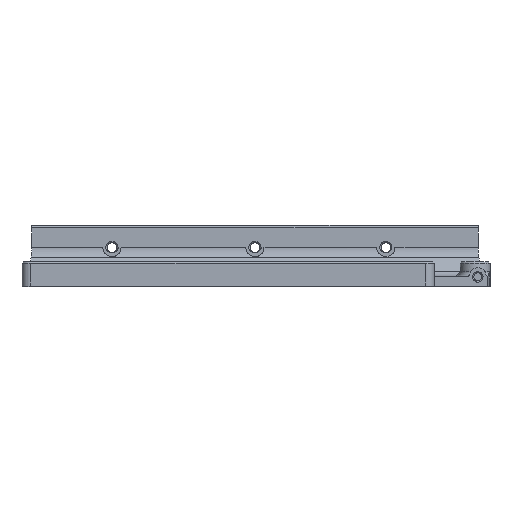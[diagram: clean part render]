
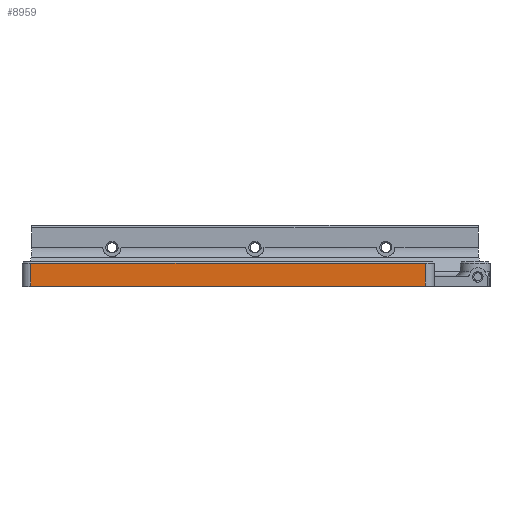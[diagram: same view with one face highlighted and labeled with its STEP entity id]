
A CAD part, top view. The second image highlights one B-rep face of the part: STEP entity #8959.
In plain terms, the highlighted planar face has unit normal (0, 0, 1).
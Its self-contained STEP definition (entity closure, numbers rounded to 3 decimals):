
#1356=FACE_OUTER_BOUND('',#1870,.T.);
#1870=EDGE_LOOP('',(#8126,#8127,#8128,#8129));
#2480=LINE('',#16535,#3238);
#2629=LINE('',#17033,#3387);
#2630=LINE('',#17036,#3388);
#2631=LINE('',#17037,#3389);
#3238=VECTOR('',#10459,10.);
#3387=VECTOR('',#10934,10.);
#3388=VECTOR('',#10937,10.);
#3389=VECTOR('',#10938,10.);
#4135=VERTEX_POINT('',#16532);
#4136=VERTEX_POINT('',#16534);
#4278=VERTEX_POINT('',#17031);
#4279=VERTEX_POINT('',#17035);
#5345=EDGE_CURVE('',#4136,#4135,#2480,.T.);
#5574=EDGE_CURVE('',#4278,#4135,#2629,.T.);
#5575=EDGE_CURVE('',#4279,#4278,#2630,.T.);
#5576=EDGE_CURVE('',#4136,#4279,#2631,.T.);
#8126=ORIENTED_EDGE('',*,*,#5575,.F.);
#8127=ORIENTED_EDGE('',*,*,#5576,.F.);
#8128=ORIENTED_EDGE('',*,*,#5345,.T.);
#8129=ORIENTED_EDGE('',*,*,#5574,.F.);
#8504=PLANE('',#9403);
#8959=ADVANCED_FACE('',(#1356),#8504,.F.);
#9403=AXIS2_PLACEMENT_3D('',#17034,#10935,#10936);
#10459=DIRECTION('',(1.,0.,0.));
#10934=DIRECTION('',(0.,-1.,0.));
#10935=DIRECTION('center_axis',(0.,0.,
-1.));
#10936=DIRECTION('ref_axis',(0.,1.,0.));
#10937=DIRECTION('',(1.,0.,0.));
#10938=DIRECTION('',(0.,1.,0.));
#16532=CARTESIAN_POINT('',(269.06,3.17,142.724));
#16534=CARTESIAN_POINT('',(136.27,3.17,142.724));
#16535=CARTESIAN_POINT('',(211.746,3.17,142.724));
#17031=CARTESIAN_POINT('',(269.06,10.866,142.724));
#17033=CARTESIAN_POINT('',(269.06,3.623,142.724));
#17034=CARTESIAN_POINT('Origin',(211.746,4.076,142.724));
#17035=CARTESIAN_POINT('',(136.27,10.866,142.724));
#17036=CARTESIAN_POINT('',(246.175,10.866,142.724));
#17037=CARTESIAN_POINT('',(136.27,6.315,142.724));
